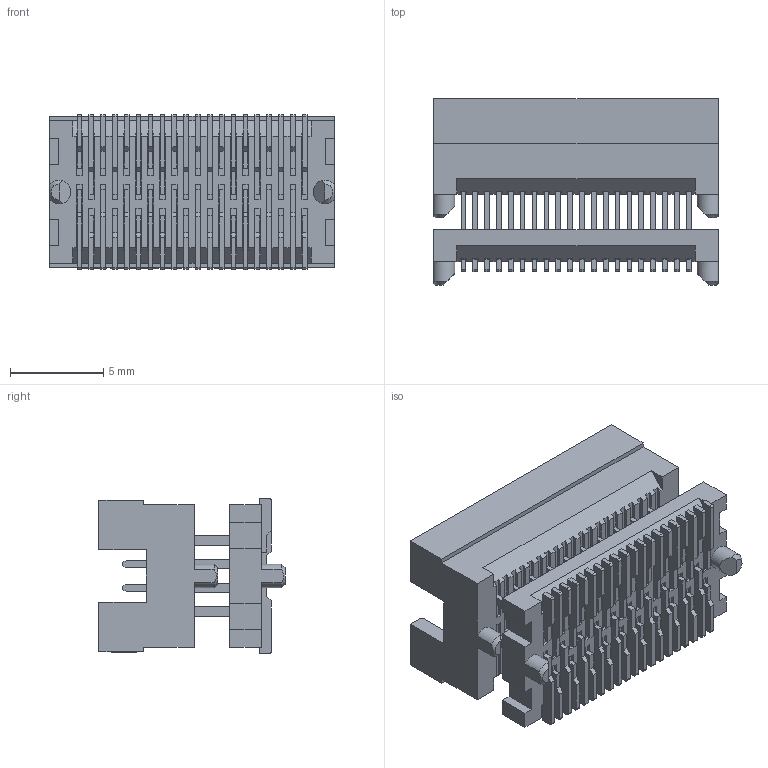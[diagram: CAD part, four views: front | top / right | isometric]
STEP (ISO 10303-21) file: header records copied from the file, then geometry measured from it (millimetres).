
FILE_DESCRIPTION((''),'2;1');
FILE_NAME('FBB12709_ASM','2026-03-16T17:14:06',('gongchengVV'),(''),'CREO PARAMETRIC BY PTC INC, 2020033','CREO PARAMETRIC BY PTC INC, 2020033','');
FILE_SCHEMA(('CONFIG_CONTROL_DESIGN'));
Length unit declared in the file: millimetre
Products named in the file (1): FBB12709_ASM
Bounding box: 15.24 x 9.97 x 8.27 mm (x, y, z)
Volume: 450.1 mm3; surface area: 1482.8 mm2
Topology: 1 solids, 1 shells, 1646 faces, 4631 edges, 3086 vertices
Faces by surface type: plane 1578, cylinder 64, cone 4
Entity records: 52403 total; most frequent: CARTESIAN_POINT 9505, ORIENTED_EDGE 9262, DIRECTION 8043, EDGE_CURVE 4631, VECTOR 4479, LINE 4479, VERTEX_POINT 3086, EDGE_LOOP 1823
